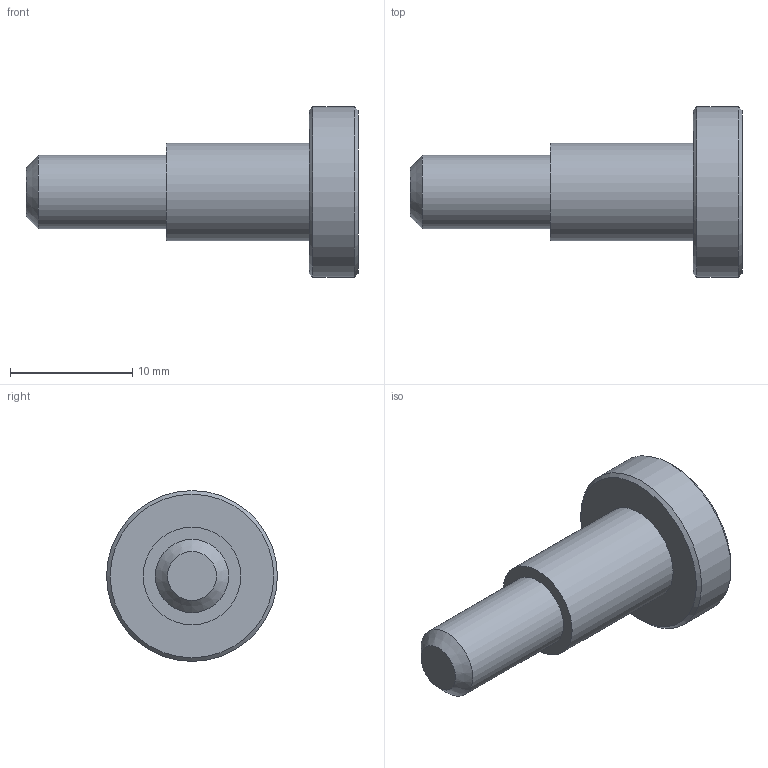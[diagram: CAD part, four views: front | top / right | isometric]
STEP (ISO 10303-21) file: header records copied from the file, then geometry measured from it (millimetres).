
FILE_DESCRIPTION(/* description */ (''),/* implementation_level */ '2;1');
FILE_NAME(/* name */ '11228_KriTec_Bolzen_8_D10_zentrisch.stp',/* time_stamp */ '2014-05-07T16:47:53+02:00',/* author */ ('kostic'),/* organization */ (''),/* preprocessor_version */ 'ST-DEVELOPER v15.2',/* originating_system */ 'Autodesk Inventor 2014',/* authorisation */ '');
FILE_SCHEMA (('AUTOMOTIVE_DESIGN { 1 0 10303 214 3 1 1 }'));
Length unit declared in the file: millimetre
Products named in the file (1): 11228_KriTec_Bolzen_8_D10_zentrisch
Bounding box: 27.2 x 14 x 14 mm (x, y, z)
Volume: 1442.5 mm3; surface area: 1020.6 mm2
Topology: 1 solids, 1 shells, 17 faces, 39 edges, 26 vertices
Faces by surface type: plane 10, cone 4, cylinder 3
Full cylindrical faces by diameter (mm): 6 x1, 8 x1, 14 x1
Entity records: 431 total; most frequent: CARTESIAN_POINT 86, DIRECTION 66, ORIENTED_EDGE 58, EDGE_CURVE 29, AXIS2_PLACEMENT_3D 27, EDGE_LOOP 26, VERTEX_POINT 23, FACE_OUTER_BOUND 17
